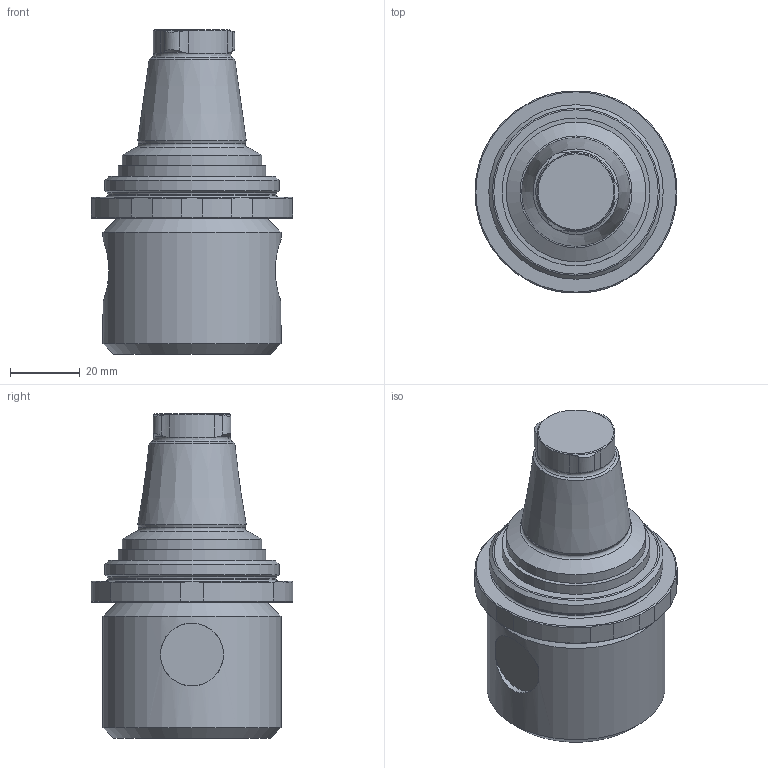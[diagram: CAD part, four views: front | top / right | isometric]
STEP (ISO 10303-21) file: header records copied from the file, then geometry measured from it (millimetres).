
FILE_DESCRIPTION(/* description */ ('Unknown'),/* implementation_level */ '2;1');
FILE_NAME(/* name */ '089143_320132025_vereinfacht_STL_00339147',/* time_stamp */ '2020-06-19T11:30:49+02:00',/* author */ ('Unknown'),/* organization */ ('Unknown'),/* preprocessor_version */ 'ST-DEVELOPER v16.7',/* originating_system */ 'DEX',/* authorisation */ $);
FILE_SCHEMA (('AUTOMOTIVE_DESIGN {1 0 10303 214 3 1 1}'));
Length unit declared in the file: millimetre
Products named in the file (1): vereinfacht
Bounding box: 57.6 x 57.7 x 93 mm (x, y, z)
Volume: 105857.3 mm3; surface area: 21987.6 mm2
Topology: 1 solids, 1 shells, 70 faces, 165 edges, 104 vertices
Faces by surface type: cylinder 31, cone 17, plane 17, torus 5
Full cylindrical faces by diameter (mm): 25 x1, 40 x1, 42.4 x1, 43 x1, 48.1 x1, 50 x1, 51 x1
Entity records: 1933 total; most frequent: CARTESIAN_POINT 466, DIRECTION 294, ORIENTED_EDGE 270, EDGE_CURVE 135, AXIS2_PLACEMENT_3D 132, EDGE_LOOP 100, FACE_BOUND 100, VERTEX_POINT 97
